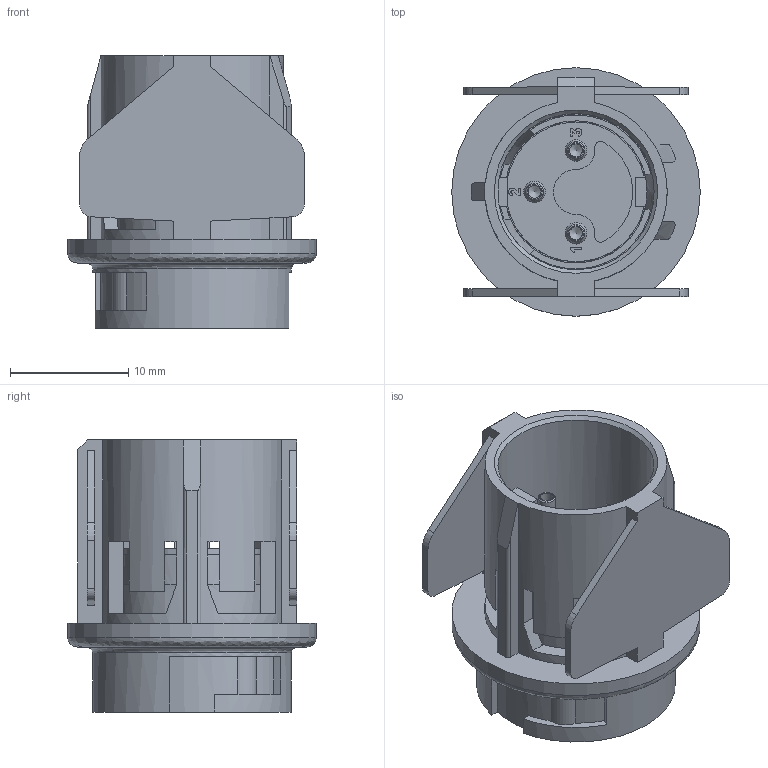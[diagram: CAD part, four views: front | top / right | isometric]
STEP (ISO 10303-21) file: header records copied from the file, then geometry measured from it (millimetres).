
FILE_DESCRIPTION(/* description */ (''),/* implementation_level */ '2;1');
FILE_NAME(/* name */ 't 3276 500 unxc001-01.stp',/* time_stamp */ '2019-07-08T15:40:35+02:00',/* author */ (''),/* organization */ (''),/* preprocessor_version */ 'ST-DEVELOPER v16.7',/* originating_system */ 'SIEMENS PLM Software NX 12.0',/* authorisation */ '');
FILE_SCHEMA (('AUTOMOTIVE_DESIGN { 1 0 10303 214 3 1 1 1 }'));
Length unit declared in the file: millimetre
Products named in the file (1): t 3276 500 unxc001-01
Bounding box: 21 x 21 x 23 mm (x, y, z)
Volume: 2890.7 mm3; surface area: 3952.5 mm2
Topology: 1 solids, 1 shells, 221 faces, 629 edges, 415 vertices
Faces by surface type: plane 128, cylinder 64, cone 21, bspline 8
Full cylindrical faces by diameter (mm): 0.8 x3, 1.1 x3, 1.475 x6, 16.8 x1, 21 x1
Entity records: 7683 total; most frequent: CARTESIAN_POINT 1828, DIRECTION 1181, ORIENTED_EDGE 1136, EDGE_CURVE 568, AXIS2_PLACEMENT_3D 419, VERTEX_POINT 395, LINE 343, VECTOR 343
